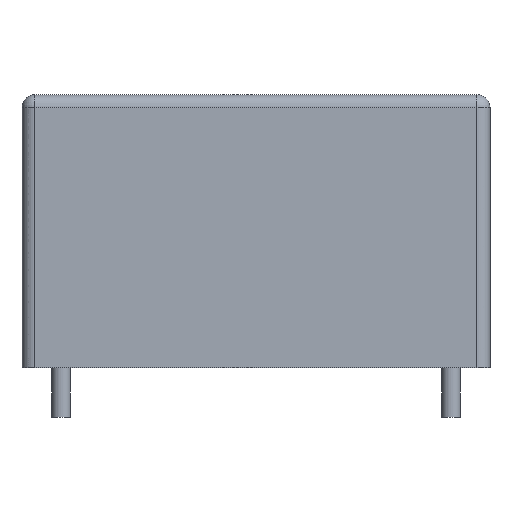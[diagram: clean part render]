
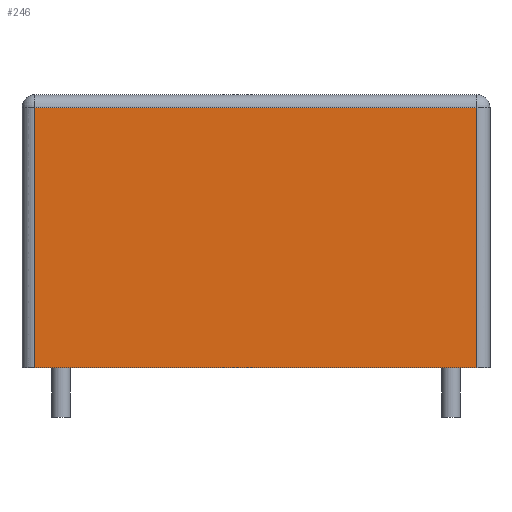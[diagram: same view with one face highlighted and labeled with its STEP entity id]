
A CAD part, front view. The second image highlights one B-rep face of the part: STEP entity #246.
In plain terms, the highlighted planar face has unit normal (0, -1, 0).
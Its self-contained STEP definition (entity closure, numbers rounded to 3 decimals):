
#63 = VERTEX_POINT('',#64);
#64 = CARTESIAN_POINT('',(-8.5,-2.5,0.1));
#71 = EDGE_CURVE('',#63,#72,#74,.T.);
#72 = VERTEX_POINT('',#73);
#73 = CARTESIAN_POINT('',(-8.5,-2.5,10.1));
#74 = LINE('',#75,#76);
#75 = CARTESIAN_POINT('',(-8.5,-2.5,0.1));
#76 = VECTOR('',#77,1.);
#77 = DIRECTION('',(0.,0.,1.));
#129 = EDGE_CURVE('',#63,#130,#132,.T.);
#130 = VERTEX_POINT('',#131);
#131 = CARTESIAN_POINT('',(8.5,-2.5,0.1));
#132 = LINE('',#133,#134);
#133 = CARTESIAN_POINT('',(-9.,-2.5,0.1));
#134 = VECTOR('',#135,1.);
#135 = DIRECTION('',(1.,0.,0.));
#246 = ADVANCED_FACE('',(#247),#265,.F.);
#247 = FACE_BOUND('',#248,.F.);
#248 = EDGE_LOOP('',(#249,#250,#258,#264));
#249 = ORIENTED_EDGE('',*,*,#71,.T.);
#250 = ORIENTED_EDGE('',*,*,#251,.T.);
#251 = EDGE_CURVE('',#72,#252,#254,.T.);
#252 = VERTEX_POINT('',#253);
#253 = CARTESIAN_POINT('',(8.5,-2.5,10.1));
#254 = LINE('',#255,#256);
#255 = CARTESIAN_POINT('',(-8.5,-2.5,10.1));
#256 = VECTOR('',#257,1.);
#257 = DIRECTION('',(1.,0.,0.));
#258 = ORIENTED_EDGE('',*,*,#259,.F.);
#259 = EDGE_CURVE('',#130,#252,#260,.T.);
#260 = LINE('',#261,#262);
#261 = CARTESIAN_POINT('',(8.5,-2.5,0.1));
#262 = VECTOR('',#263,1.);
#263 = DIRECTION('',(0.,0.,1.));
#264 = ORIENTED_EDGE('',*,*,#129,.F.);
#265 = PLANE('',#266);
#266 = AXIS2_PLACEMENT_3D('',#267,#268,#269);
#267 = CARTESIAN_POINT('',(-9.,-2.5,0.1));
#268 = DIRECTION('',(0.,1.,0.));
#269 = DIRECTION('',(0.,0.,1.));
